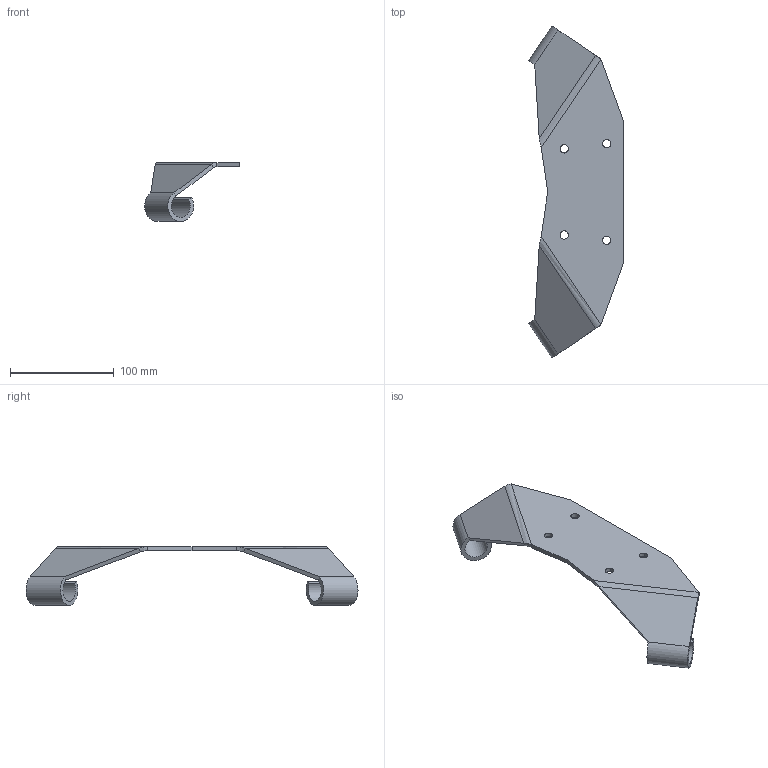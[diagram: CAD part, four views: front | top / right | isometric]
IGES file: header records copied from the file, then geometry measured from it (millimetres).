
Start section: START RECORD GO HERE.
Global section: file name: Guidon avec fourche.igs; native system: DASSAULT SYSTEMES CATIA V5 R21 - www.3ds.com; preprocessor: CATIA Version 5 Release 21 SP 3 ; author: x64; organization: DESKTOP-J0S3QBN; date: 20190402.101703; units: millimetre
Bounding box: 91.26 x 319.97 x 56.85 mm (x, y, z)
Surface area: 57616.1 mm2 (no closed solid volume)
Topology: 0 solids, 0 shells, 41 faces, 186 edges, 186 vertices
Faces by surface type: plane 23, revolution 16, bspline 2
